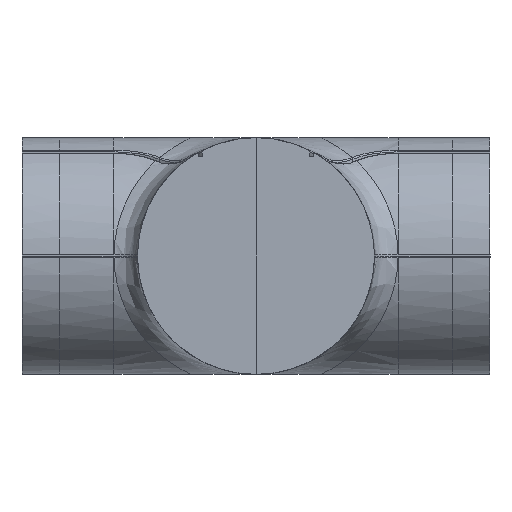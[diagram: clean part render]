
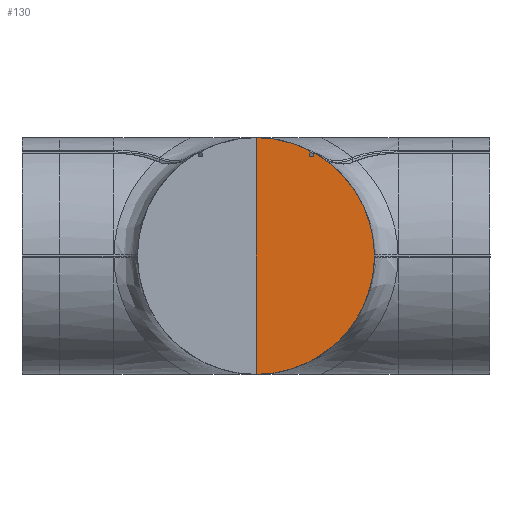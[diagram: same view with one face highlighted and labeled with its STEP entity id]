
A CAD part, front view. The second image highlights one B-rep face of the part: STEP entity #130.
In plain terms, the highlighted planar face has unit normal (0, -1, 0).
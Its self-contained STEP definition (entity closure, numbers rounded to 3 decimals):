
#130=ADVANCED_FACE('',(#366),#3309,.T.);
#366=FACE_OUTER_BOUND('',#602,.T.);
#602=EDGE_LOOP('',(#1224,#1225,#1226,#1227,#1228,#1229,#1230,#1231,#1232,
#1233,#1234));
#1224=ORIENTED_EDGE('',*,*,#2032,.T.);
#1225=ORIENTED_EDGE('',*,*,#1775,.T.);
#1226=ORIENTED_EDGE('',*,*,#1772,.F.);
#1227=ORIENTED_EDGE('',*,*,#2013,.F.);
#1228=ORIENTED_EDGE('',*,*,#1792,.F.);
#1229=ORIENTED_EDGE('',*,*,#1789,.T.);
#1230=ORIENTED_EDGE('',*,*,#1786,.T.);
#1231=ORIENTED_EDGE('',*,*,#1784,.T.);
#1232=ORIENTED_EDGE('',*,*,#1780,.F.);
#1233=ORIENTED_EDGE('',*,*,#1778,.T.);
#1234=ORIENTED_EDGE('',*,*,#2029,.F.);
#1772=EDGE_CURVE('',#2821,#2820,#2598,.T.);
#1775=EDGE_CURVE('',#2823,#2820,#2601,.T.);
#1778=EDGE_CURVE('',#2825,#2958,#2295,.T.);
#1780=EDGE_CURVE('',#2825,#2827,#2604,.T.);
#1784=EDGE_CURVE('',#2829,#2827,#2299,.T.);
#1786=EDGE_CURVE('',#2831,#2829,#2301,.T.);
#1789=EDGE_CURVE('',#2833,#2831,#2304,.T.);
#1792=EDGE_CURVE('',#2833,#2835,#2606,.T.);
#2013=EDGE_CURVE('',#2835,#2821,#2427,.T.);
#2029=EDGE_CURVE('',#2956,#2958,#2442,.T.);
#2032=EDGE_CURVE('',#2956,#2823,#2445,.T.);
#2295=B_SPLINE_CURVE_WITH_KNOTS('',3,(#12843,#12844,#12845,#12846,#12847,
#12848,#12849,#12850),.UNSPECIFIED.,.F.,.F.,(4,2,2,4),(27.716,
29.589,39.452,39.466),.UNSPECIFIED.);
#2299=B_SPLINE_CURVE_WITH_KNOTS('',1,(#12863,#12864),.UNSPECIFIED.,.F.,
 .F.,(2,2),(-1.266,-0.245),.UNSPECIFIED.);
#2301=B_SPLINE_CURVE_WITH_KNOTS('',1,(#12867,#12868),.UNSPECIFIED.,.F.,
 .F.,(2,2),(0.,0.777),.UNSPECIFIED.);
#2304=B_SPLINE_CURVE_WITH_KNOTS('',1,(#12873,#12874),.UNSPECIFIED.,.F.,
 .F.,(2,2),(0.344,0.848),.UNSPECIFIED.);
#2427=B_SPLINE_CURVE_WITH_KNOTS('',3,(#14337,#14338,#14339,#14340,#14341,
#14342,#14343,#14344),.UNSPECIFIED.,.F.,.F.,(4,2,2,4),(-26.223,
-19.726,-9.863,0.),.UNSPECIFIED.);
#2442=B_SPLINE_CURVE_WITH_KNOTS('',1,(#14387,#14388),.UNSPECIFIED.,.F.,
 .F.,(2,2),(-25.251,24.75),.UNSPECIFIED.);
#2445=B_SPLINE_CURVE_WITH_KNOTS('',3,(#14403,#14404,#14405,#14406,#14407,
#14408,#14409,#14410,#14411,#14412,#14413,#14414),.UNSPECIFIED.,.F.,.F.,
(4,2,2,2,2,4),(-39.466,-39.452,-29.589,-19.726,
-9.863,0.),.UNSPECIFIED.);
#2598=(
BOUNDED_CURVE()
B_SPLINE_CURVE(2,(#12828,#12829,#12830),.UNSPECIFIED.,.F.,.F.)
B_SPLINE_CURVE_WITH_KNOTS((3,3),(143.664,143.914),
 .UNSPECIFIED.)
CURVE()
GEOMETRIC_REPRESENTATION_ITEM()
RATIONAL_B_SPLINE_CURVE((1.,1.,1.))
REPRESENTATION_ITEM('')
);
#2601=(
BOUNDED_CURVE()
B_SPLINE_CURVE(2,(#12836,#12837,#12838),.UNSPECIFIED.,.F.,.F.)
B_SPLINE_CURVE_WITH_KNOTS((3,3),(143.664,143.914),
 .UNSPECIFIED.)
CURVE()
GEOMETRIC_REPRESENTATION_ITEM()
RATIONAL_B_SPLINE_CURVE((1.,1.,1.))
REPRESENTATION_ITEM('')
);
#2604=(
BOUNDED_CURVE()
B_SPLINE_CURVE(2,(#12854,#12855,#12856),.UNSPECIFIED.,.F.,.F.)
B_SPLINE_CURVE_WITH_KNOTS((3,3),(-0.442,0.),.UNSPECIFIED.)
CURVE()
GEOMETRIC_REPRESENTATION_ITEM()
RATIONAL_B_SPLINE_CURVE((1.,0.851,1.))
REPRESENTATION_ITEM('')
);
#2606=(
BOUNDED_CURVE()
B_SPLINE_CURVE(2,(#12880,#12881,#12882),.UNSPECIFIED.,.F.,.F.)
B_SPLINE_CURVE_WITH_KNOTS((3,3),(-0.419,0.),.UNSPECIFIED.)
CURVE()
GEOMETRIC_REPRESENTATION_ITEM()
RATIONAL_B_SPLINE_CURVE((1.,0.5,1.))
REPRESENTATION_ITEM('')
);
#2820=VERTEX_POINT('',#12535);
#2821=VERTEX_POINT('',#12536);
#2823=VERTEX_POINT('',#12538);
#2825=VERTEX_POINT('',#12540);
#2827=VERTEX_POINT('',#12542);
#2829=VERTEX_POINT('',#12544);
#2831=VERTEX_POINT('',#12546);
#2833=VERTEX_POINT('',#12548);
#2835=VERTEX_POINT('',#12550);
#2956=VERTEX_POINT('',#12671);
#2958=VERTEX_POINT('',#12673);
#3309=PLANE('',#3495);
#3495=AXIS2_PLACEMENT_3D('',#9905,#3598,$);
#3598=DIRECTION('',(0.,-1.,0.));
#9905=CARTESIAN_POINT('',(-25.515,-49.431,-25.503));
#12535=CARTESIAN_POINT('',(24.986,-49.431,0.));
#12536=CARTESIAN_POINT('',(24.985,-49.431,0.25));
#12538=CARTESIAN_POINT('',(24.985,-49.431,-0.251));
#12540=CARTESIAN_POINT('',(11.18,-49.431,22.353));
#12542=CARTESIAN_POINT('',(11.401,-49.431,21.995));
#12544=CARTESIAN_POINT('',(11.401,-49.431,20.975));
#12546=CARTESIAN_POINT('',(12.178,-49.431,20.975));
#12548=CARTESIAN_POINT('',(12.178,-49.431,21.479));
#12550=CARTESIAN_POINT('',(12.478,-49.431,21.653));
#12671=CARTESIAN_POINT('',(0.,-49.431,-25.001));
#12673=CARTESIAN_POINT('',(0.,-49.431,25.));
#12828=CARTESIAN_POINT('',(24.985,-49.431,0.25));
#12829=CARTESIAN_POINT('',(24.986,-49.431,0.125));
#12830=CARTESIAN_POINT('',(24.986,-49.431,0.));
#12836=CARTESIAN_POINT('',(24.985,-49.431,-0.251));
#12837=CARTESIAN_POINT('',(24.986,-49.431,-0.125));
#12838=CARTESIAN_POINT('',(24.986,-49.431,0.));
#12843=CARTESIAN_POINT('',(11.18,-49.431,22.353));
#12844=CARTESIAN_POINT('',(10.629,-49.431,22.629));
#12845=CARTESIAN_POINT('',(10.069,-49.431,22.885));
#12846=CARTESIAN_POINT('',(6.508,-49.431,24.35));
#12847=CARTESIAN_POINT('',(3.238,-49.431,24.999));
#12848=CARTESIAN_POINT('',(-0.005,-49.431,25.));
#12849=CARTESIAN_POINT('',(-0.009,-49.431,25.));
#12850=CARTESIAN_POINT('',(-0.014,-49.431,25.));
#12854=CARTESIAN_POINT('',(11.18,-49.431,22.353));
#12855=CARTESIAN_POINT('',(11.401,-49.431,22.242));
#12856=CARTESIAN_POINT('',(11.401,-49.431,21.995));
#12863=CARTESIAN_POINT('',(11.401,-49.431,20.975));
#12864=CARTESIAN_POINT('',(11.401,-49.431,21.995));
#12867=CARTESIAN_POINT('',(12.178,-49.431,20.975));
#12868=CARTESIAN_POINT('',(11.401,-49.431,20.975));
#12873=CARTESIAN_POINT('',(12.178,-49.431,21.479));
#12874=CARTESIAN_POINT('',(12.178,-49.431,20.975));
#12880=CARTESIAN_POINT('',(12.178,-49.431,21.479));
#12881=CARTESIAN_POINT('',(12.178,-49.431,21.826));
#12882=CARTESIAN_POINT('',(12.478,-49.431,21.653));
#14337=CARTESIAN_POINT('',(12.478,-49.431,21.653));
#14338=CARTESIAN_POINT('',(14.333,-49.431,20.581));
#14339=CARTESIAN_POINT('',(16.056,-49.431,19.27));
#14340=CARTESIAN_POINT('',(19.878,-49.431,15.487));
#14341=CARTESIAN_POINT('',(21.739,-49.431,12.745));
#14342=CARTESIAN_POINT('',(24.278,-49.431,6.745));
#14343=CARTESIAN_POINT('',(24.952,-49.431,3.532));
#14344=CARTESIAN_POINT('',(24.985,-49.431,0.25));
#14387=CARTESIAN_POINT('',(-0.014,-49.431,-25.001));
#14388=CARTESIAN_POINT('',(-0.014,-49.431,25.));
#14403=CARTESIAN_POINT('',(-0.014,-49.431,-25.001));
#14404=CARTESIAN_POINT('',(-0.009,-49.431,-25.001));
#14405=CARTESIAN_POINT('',(-0.005,-49.431,-25.001));
#14406=CARTESIAN_POINT('',(3.238,-49.431,-24.999));
#14407=CARTESIAN_POINT('',(6.508,-49.431,-24.351));
#14408=CARTESIAN_POINT('',(12.493,-49.431,-21.888));
#14409=CARTESIAN_POINT('',(15.27,-49.431,-20.048));
#14410=CARTESIAN_POINT('',(19.878,-49.431,-15.487));
#14411=CARTESIAN_POINT('',(21.739,-49.431,-12.745));
#14412=CARTESIAN_POINT('',(24.278,-49.431,-6.746));
#14413=CARTESIAN_POINT('',(24.952,-49.431,-3.533));
#14414=CARTESIAN_POINT('',(24.985,-49.431,-0.251));
